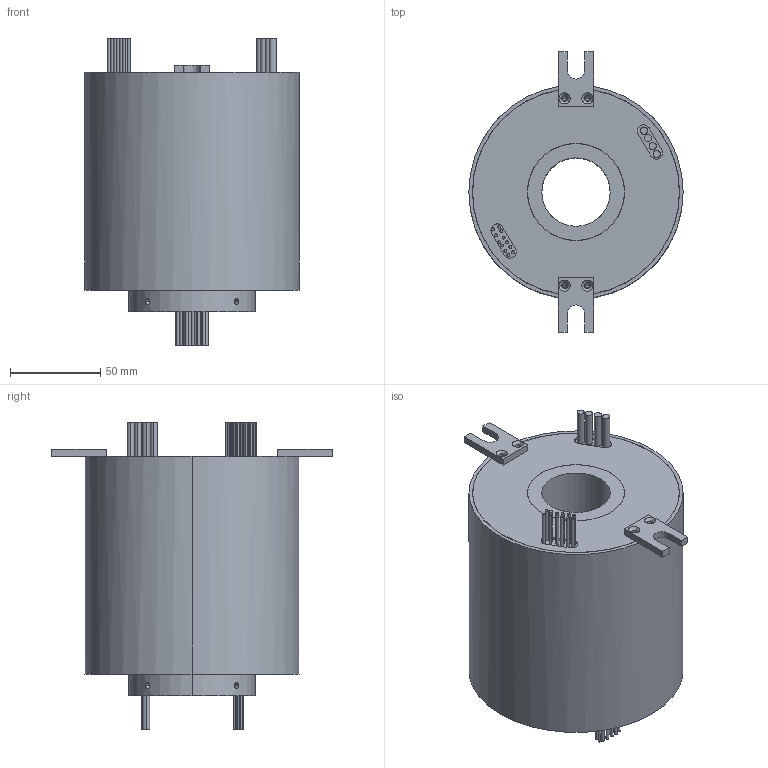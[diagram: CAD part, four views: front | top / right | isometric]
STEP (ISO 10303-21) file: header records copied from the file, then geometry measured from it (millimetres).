
FILE_DESCRIPTION (( 'STEP AP203' ), '1' );
FILE_NAME ('RX01231005.STEP', '2021-02-03T03:15:30', ( 'admin321' ), ( '' ), 'SwSTEP 2.0', 'SolidWorks 2014', '' );
FILE_SCHEMA (( 'CONFIG_CONTROL_DESIGN' ));
Length unit declared in the file: millimetre
Products named in the file (1): RX01231005
Bounding box: 119 x 156 x 171 mm (x, y, z)
Volume: 1246073.6 mm3; surface area: 97009.6 mm2
Topology: 1 solids, 1 shells, 214 faces, 482 edges, 308 vertices
Faces by surface type: cylinder 124, plane 74, cone 16
Entity records: 6495 total; most frequent: CARTESIAN_POINT 1421, DIRECTION 1140, ORIENTED_EDGE 948, EDGE_CURVE 474, AXIS2_PLACEMENT_3D 467, VERTEX_POINT 308, EDGE_LOOP 274, CIRCLE 252
